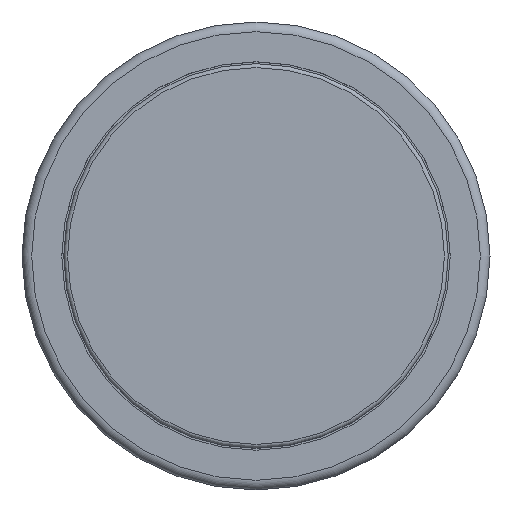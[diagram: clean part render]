
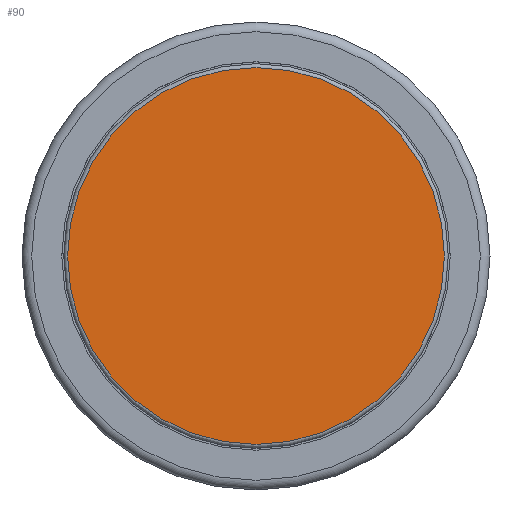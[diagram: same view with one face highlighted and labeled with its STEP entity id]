
A CAD part, top view. The second image highlights one B-rep face of the part: STEP entity #90.
In plain terms, the highlighted planar face has unit normal (0, 0, 1).
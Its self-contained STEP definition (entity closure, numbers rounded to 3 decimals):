
#90 = ADVANCED_FACE( '', ( #195 ), #196, .F. );
#195 = FACE_OUTER_BOUND( '', #297, .T. );
#196 = PLANE( '', #298 );
#297 = EDGE_LOOP( '', ( #435 ) );
#298 = AXIS2_PLACEMENT_3D( '', #436, #437, #438 );
#435 = ORIENTED_EDGE( '', *, *, #470, .T. );
#436 = CARTESIAN_POINT( '', ( 9.9, 0., 0. ) );
#437 = DIRECTION( '', ( 0., 0., -1. ) );
#438 = DIRECTION( '', ( 1., 0., 0. ) );
#470 = EDGE_CURVE( '', #529, #529, #530, .F. );
#529 = VERTEX_POINT( '', #597 );
#530 = CIRCLE( '', #598, 9.7 );
#597 = CARTESIAN_POINT( '', ( 9.7, 0., 0. ) );
#598 = AXIS2_PLACEMENT_3D( '', #670, #671, #672 );
#670 = CARTESIAN_POINT( '', ( 0., 0., 0. ) );
#671 = DIRECTION( '', ( 0., 0., -1. ) );
#672 = DIRECTION( '', ( 1., 0., 0. ) );
